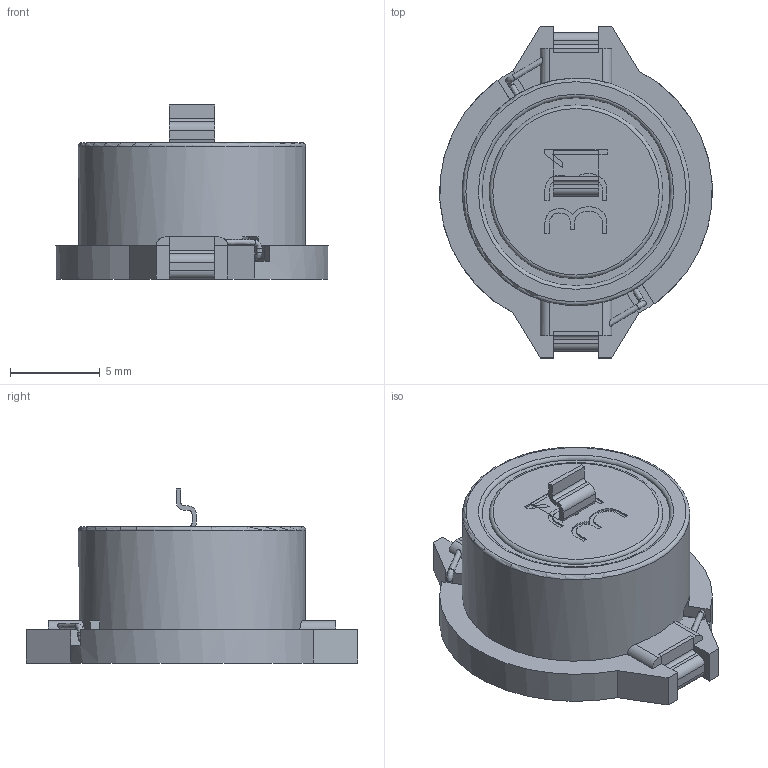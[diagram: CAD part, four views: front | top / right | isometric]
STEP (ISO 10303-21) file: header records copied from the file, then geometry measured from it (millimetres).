
FILE_DESCRIPTION( ( 'Unknown' ), '1' );
FILE_NAME( '74459233.stp', 'Unknown', ( 'Unknown' ), ( 'Unknown' ), 'XStep 1.0', 'Unknown', ' ' );
FILE_SCHEMA( ( 'automotive_design' ) );
Length unit declared in the file: millimetre
Products named in the file (3): Assem1; 74459233; L飆fl踄he
Bounding box: 15.21 x 18.54 x 9.72 mm (x, y, z)
Volume: 1666.6 mm3; surface area: 3364.6 mm2
Topology: 5 solids, 5 shells, 304 faces, 812 edges, 526 vertices
Faces by surface type: plane 176, bspline 54, cylinder 48, extrusion 20, torus 6
Full cylindrical faces by diameter (mm): 5.4 x2, 9.7 x4, 10.5 x2, 12.7 x2
Entity records: 11677 total; most frequent: CARTESIAN_POINT 7441, ORIENTED_EDGE 678, DIRECTION 545, EDGE_CURVE 339, VERTEX_POINT 237, VECTOR 205, LINE 195, EDGE_LOOP 188
